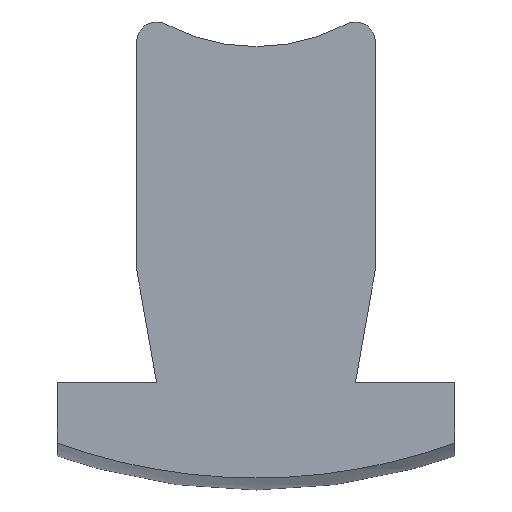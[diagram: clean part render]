
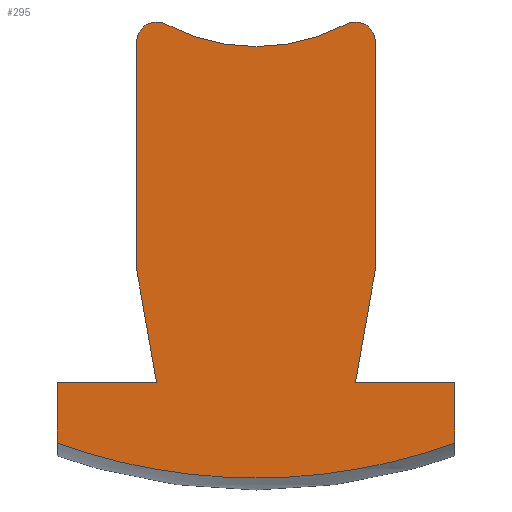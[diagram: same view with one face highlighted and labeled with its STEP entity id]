
A CAD part, left-side view. The second image highlights one B-rep face of the part: STEP entity #295.
In plain terms, the highlighted planar face has unit normal (-1, 0, 0).
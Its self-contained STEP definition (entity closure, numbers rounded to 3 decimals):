
#50=LINE('',#488,#76);
#53=LINE('',#494,#79);
#54=LINE('',#496,#80);
#55=LINE('',#498,#81);
#56=LINE('',#500,#82);
#57=LINE('',#508,#83);
#58=LINE('',#510,#84);
#59=LINE('',#511,#85);
#76=VECTOR('',#384,10.);
#79=VECTOR('',#389,10.);
#80=VECTOR('',#390,10.);
#81=VECTOR('',#391,10.);
#82=VECTOR('',#392,10.);
#83=VECTOR('',#399,10.);
#84=VECTOR('',#400,10.);
#85=VECTOR('',#401,10.);
#103=PLANE('',#335);
#114=FACE_OUTER_BOUND('',#128,.T.);
#128=EDGE_LOOP('',(#227,#228,#229,#230,#231,#232,#233,#234,#235,#236,#237,
#238,#239));
#141=CIRCLE('',#329,146.969);
#143=CIRCLE('',#331,146.969);
#146=CIRCLE('',#336,5.);
#147=CIRCLE('',#337,48.5);
#148=CIRCLE('',#338,5.);
#152=VERTEX_POINT('',#474);
#154=VERTEX_POINT('',#477);
#156=VERTEX_POINT('',#481);
#158=VERTEX_POINT('',#487);
#160=VERTEX_POINT('',#493);
#161=VERTEX_POINT('',#495);
#162=VERTEX_POINT('',#497);
#163=VERTEX_POINT('',#499);
#164=VERTEX_POINT('',#501);
#165=VERTEX_POINT('',#503);
#166=VERTEX_POINT('',#505);
#167=VERTEX_POINT('',#507);
#168=VERTEX_POINT('',#509);
#179=EDGE_CURVE('',#154,#152,#141,.T.);
#181=EDGE_CURVE('',#156,#154,#143,.T.);
#184=EDGE_CURVE('',#158,#156,#50,.T.);
#187=EDGE_CURVE('',#160,#152,#53,.T.);
#188=EDGE_CURVE('',#161,#160,#54,.T.);
#189=EDGE_CURVE('',#162,#161,#55,.T.);
#190=EDGE_CURVE('',#163,#162,#56,.T.);
#191=EDGE_CURVE('',#163,#164,#146,.T.);
#192=EDGE_CURVE('',#165,#164,#147,.T.);
#193=EDGE_CURVE('',#166,#165,#148,.T.);
#194=EDGE_CURVE('',#166,#167,#57,.T.);
#195=EDGE_CURVE('',#167,#168,#58,.T.);
#196=EDGE_CURVE('',#168,#158,#59,.T.);
#227=ORIENTED_EDGE('',*,*,#181,.T.);
#228=ORIENTED_EDGE('',*,*,#179,.T.);
#229=ORIENTED_EDGE('',*,*,#187,.F.);
#230=ORIENTED_EDGE('',*,*,#188,.F.);
#231=ORIENTED_EDGE('',*,*,#189,.F.);
#232=ORIENTED_EDGE('',*,*,#190,.F.);
#233=ORIENTED_EDGE('',*,*,#191,.T.);
#234=ORIENTED_EDGE('',*,*,#192,.F.);
#235=ORIENTED_EDGE('',*,*,#193,.F.);
#236=ORIENTED_EDGE('',*,*,#194,.T.);
#237=ORIENTED_EDGE('',*,*,#195,.T.);
#238=ORIENTED_EDGE('',*,*,#196,.T.);
#239=ORIENTED_EDGE('',*,*,#184,.T.);
#295=ADVANCED_FACE('',(#114),#103,.F.);
#329=AXIS2_PLACEMENT_3D('',#478,#372,#373);
#331=AXIS2_PLACEMENT_3D('',#482,#376,#377);
#335=AXIS2_PLACEMENT_3D('',#492,#387,#388);
#336=AXIS2_PLACEMENT_3D('',#502,#393,#394);
#337=AXIS2_PLACEMENT_3D('',#504,#395,#396);
#338=AXIS2_PLACEMENT_3D('',#506,#397,#398);
#372=DIRECTION('center_axis',(-1.,0.,0.));
#373=DIRECTION('ref_axis',(0.,0.,-1.));
#376=DIRECTION('center_axis',(-1.,0.,0.));
#377=DIRECTION('ref_axis',(0.,0.,-1.));
#384=DIRECTION('',(0.,0.,-1.));
#387=DIRECTION('center_axis',(1.,0.,0.));
#388=DIRECTION('ref_axis',(0.,0.,-1.));
#389=DIRECTION('',(0.,0.,-1.));
#390=DIRECTION('',(0.,-1.,0.));
#391=DIRECTION('',(0.,0.174,-0.985));
#392=DIRECTION('',(0.,0.,-1.));
#393=DIRECTION('center_axis',(-1.,0.,0.));
#394=DIRECTION('ref_axis',(0.,-0.516,0.857));
#395=DIRECTION('center_axis',(-1.,0.,0.));
#396=DIRECTION('ref_axis',(0.,1.,0.));
#397=DIRECTION('center_axis',(1.,0.,0.));
#398=DIRECTION('ref_axis',(0.,0.516,0.857));
#399=DIRECTION('',(0.,0.,-1.));
#400=DIRECTION('',(0.,-0.174,-0.985));
#401=DIRECTION('',(0.,1.,0.));
#474=CARTESIAN_POINT('',(-30.,-50.,-148.203));
#477=CARTESIAN_POINT('',(-30.,0.,-156.969));
#478=CARTESIAN_POINT('Origin',(-30.,0.,-10.));
#481=CARTESIAN_POINT('',(-30.,50.,-148.203));
#482=CARTESIAN_POINT('Origin',(-30.,0.,-10.));
#487=CARTESIAN_POINT('',(-30.,50.,-133.));
#488=CARTESIAN_POINT('',(-30.,50.,-160.));
#492=CARTESIAN_POINT('Origin',(-30.,25.,-99.054));
#493=CARTESIAN_POINT('',(-30.,-50.,-133.));
#494=CARTESIAN_POINT('',(-30.,-50.,-160.));
#495=CARTESIAN_POINT('',(-30.,-25.,-133.));
#496=CARTESIAN_POINT('',(-30.,-50.,-133.));
#497=CARTESIAN_POINT('',(-30.,-30.,-104.644));
#498=CARTESIAN_POINT('',(-30.,-25.,-133.));
#499=CARTESIAN_POINT('',(-30.,-30.,-47.3));
#500=CARTESIAN_POINT('',(-30.,-30.,-104.644));
#501=CARTESIAN_POINT('',(-30.,-22.664,-42.879));
#502=CARTESIAN_POINT('Origin',(-30.,-25.,-47.3));
#503=CARTESIAN_POINT('',(-30.,22.664,-42.879));
#504=CARTESIAN_POINT('Origin',(-30.,0.,0.));
#505=CARTESIAN_POINT('',(-30.,30.,-47.3));
#506=CARTESIAN_POINT('Origin',(-30.,25.,-47.3));
#507=CARTESIAN_POINT('',(-30.,30.,-104.644));
#508=CARTESIAN_POINT('',(-30.,30.,-104.644));
#509=CARTESIAN_POINT('',(-30.,25.,-133.));
#510=CARTESIAN_POINT('',(-30.,25.,-133.));
#511=CARTESIAN_POINT('',(-30.,50.,-133.));
